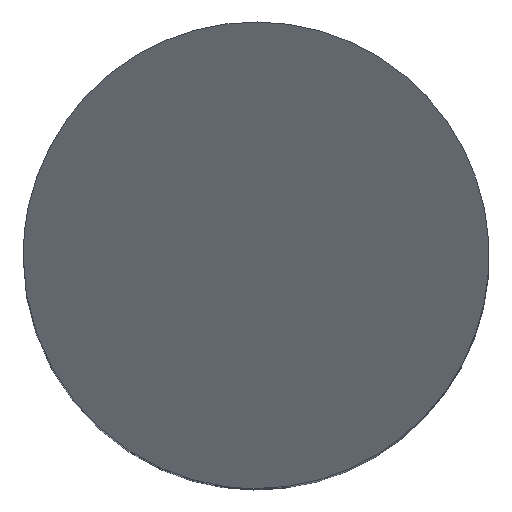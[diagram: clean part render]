
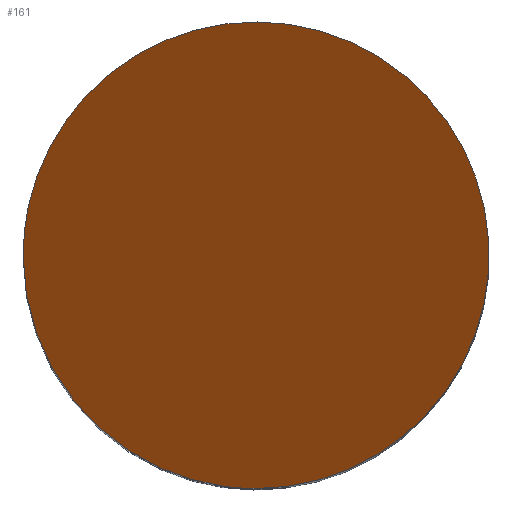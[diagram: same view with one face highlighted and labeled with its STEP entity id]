
A CAD part, top view. The second image highlights one B-rep face of the part: STEP entity #161.
In plain terms, the highlighted planar face has unit normal (0, -0.574, 0.819).
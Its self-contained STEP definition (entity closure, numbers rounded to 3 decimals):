
#34=CARTESIAN_POINT('',(-5.,0.,25.));
#35=VERTEX_POINT('',#34);
#42=CARTESIAN_POINT('',(-0.,-5.,21.499));
#43=VERTEX_POINT('',#42);
#44=CARTESIAN_POINT('',(0.,0.,25.));
#45=DIRECTION('',(0.,-0.574,0.819));
#46=DIRECTION('',(0.,-0.819,-0.574));
#47=AXIS2_PLACEMENT_3D('',#44,#45,#46);
#48=ELLIPSE('',#47,6.104,5.);
#49=EDGE_CURVE('',#43,#35,#48,.T.);
#51=CARTESIAN_POINT('',(0.,0.,25.));
#52=DIRECTION('',(0.,-0.574,0.819));
#53=DIRECTION('',(0.,-0.819,-0.574));
#54=AXIS2_PLACEMENT_3D('',#51,#52,#53);
#55=ELLIPSE('',#54,6.104,5.);
#56=EDGE_CURVE('',#35,#43,#55,.T.);
#152=CARTESIAN_POINT('',(0.,0.,25.));
#153=DIRECTION('',(0.,-0.574,0.819));
#154=DIRECTION('',(1.,0.,0.));
#155=AXIS2_PLACEMENT_3D('',#152,#153,#154);
#156=PLANE('',#155);
#157=ORIENTED_EDGE('',*,*,#49,.T.);
#158=ORIENTED_EDGE('',*,*,#56,.T.);
#159=EDGE_LOOP('',(#157,#158));
#160=FACE_BOUND('',#159,.T.);
#161=ADVANCED_FACE('',(#160),#156,.T.);
